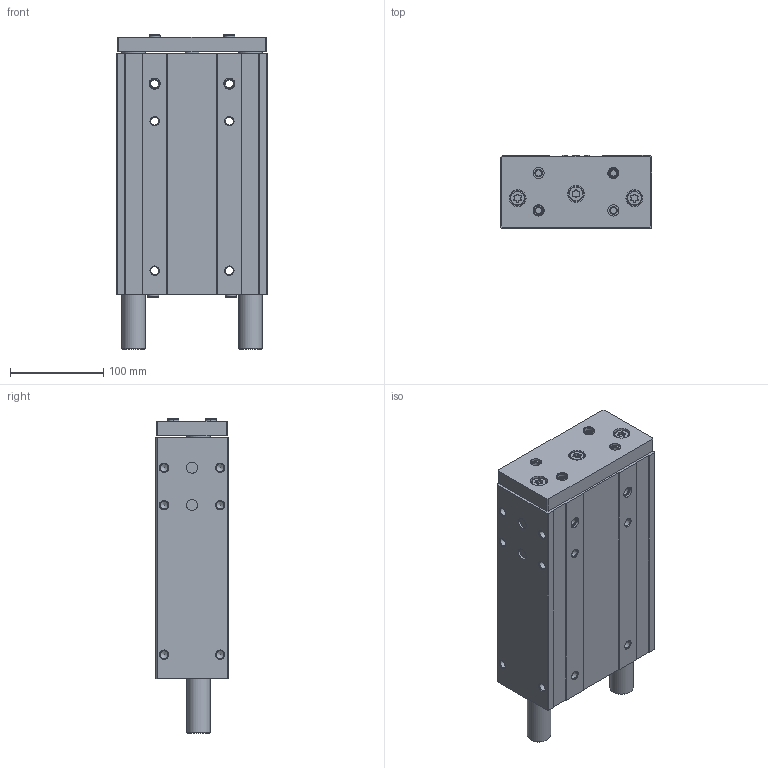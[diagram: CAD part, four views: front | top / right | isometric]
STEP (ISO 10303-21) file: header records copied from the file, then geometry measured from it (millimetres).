
FILE_DESCRIPTION(/* description */ ('STEP AP214'),/* implementation_level */ '2;1');
FILE_NAME(/* name */ '8118953_DFM-63-200-P-A-GF-F1A',/* time_stamp */ '2024-08-15T15:56:05+02:00',/* author */ ('License CC BY-ND 4.0'),/* organization */ ('CADENAS'),/* preprocessor_version */ 'ST-DEVELOPER v19.3',/* originating_system */ 'PARTsolutions',/* authorisation */ ' ');
FILE_SCHEMA (('AUTOMOTIVE_DESIGN {1 0 10303 214 3 1 1}'));
Length unit declared in the file: millimetre
Products named in the file (5): 8118953 DFM-63-200-P-A-GF-F1A---(0); 8118953 DFM-63-200-P-A-GF-F1A---(Z); 8118953 DFM-63-200-P-A-GF-F1A---(K); 8137185 ZBH-12-B; 8138508 G1/4-F1A
Assembly tree (8 placements, depth 2):
  8118953 DFM-63-200-P-A-GF-F1A---(0)
    8118953 DFM-63-200-P-A-GF-F1A---(Z)
    8118953 DFM-63-200-P-A-GF-F1A---(K)
    8137185 ZBH-12-B  x4
    8138508 G1/4-F1A  x2
Bounding box: 162 x 78.1 x 336.29 mm (x, y, z)
Volume: 2768338.9 mm3; surface area: 385868.2 mm2
Topology: 8 solids, 8 shells, 344 faces, 785 edges, 505 vertices
Faces by surface type: plane 146, cylinder 133, cone 54, torus 11
Full cylindrical faces by diameter (mm): 6 x2, 6.647 x4, 8.376 x16, 8.4 x6, 10.4 x4, 11.445 x4, 12 x10, 12.8 x2, 13.157 x4, 15 x6, 16 x5, 18 x3, 25 x4, 63 x2, 64.7 x1
Entity records: 7940 total; most frequent: DIRECTION 1436, CARTESIAN_POINT 1334, ORIENTED_EDGE 1092, AXIS2_PLACEMENT_3D 599, EDGE_CURVE 546, FACE_BOUND 493, EDGE_LOOP 484, VERTEX_POINT 427
